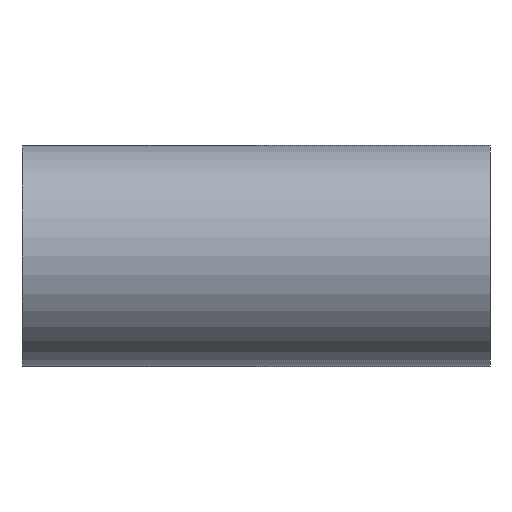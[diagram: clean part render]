
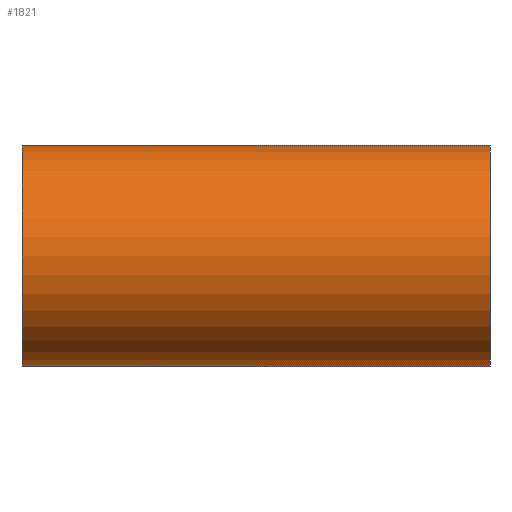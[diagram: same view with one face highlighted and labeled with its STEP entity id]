
A CAD part, left-side view. The second image highlights one B-rep face of the part: STEP entity #1821.
In plain terms, the highlighted cylindrical face has radius 42.5 mm (diameter 85 mm), a full revolution.
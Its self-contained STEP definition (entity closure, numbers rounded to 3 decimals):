
#1608=CARTESIAN_POINT('',(38.202,0.,-18.624));
#1609=VERTEX_POINT('',#1608);
#1694=CARTESIAN_POINT('',(38.202,0.,-18.624));
#1695=CARTESIAN_POINT('',(38.202,0.,-18.624));
#1696=CARTESIAN_POINT('',(38.202,0.,-18.624));
#1697=CARTESIAN_POINT('',(38.202,0.,-18.624));
#1698=CARTESIAN_POINT('',(38.202,0.368,-18.624));
#1699=CARTESIAN_POINT('',(38.217,1.471,-18.594));
#1700=CARTESIAN_POINT('',(38.294,2.939,-18.434));
#1701=CARTESIAN_POINT('',(38.458,4.735,-18.09));
#1702=CARTESIAN_POINT('',(38.687,6.5,-17.601));
#1703=CARTESIAN_POINT('',(39.017,8.363,-16.857));
#1704=CARTESIAN_POINT('',(39.285,9.605,-16.219));
#1705=CARTESIAN_POINT('',(39.43,10.223,-15.86));
#1706=CARTESIAN_POINT('',(39.613,10.987,-15.402));
#1707=CARTESIAN_POINT('',(40.082,12.783,-14.182));
#1708=CARTESIAN_POINT('',(40.709,14.762,-12.292));
#1709=CARTESIAN_POINT('',(41.204,16.172,-10.437));
#1710=CARTESIAN_POINT('',(41.577,17.189,-8.869));
#1711=CARTESIAN_POINT('',(41.928,18.098,-7.079));
#1712=CARTESIAN_POINT('',(42.238,18.869,-4.853));
#1713=CARTESIAN_POINT('',(42.404,19.271,-3.025));
#1714=CARTESIAN_POINT('',(42.485,19.464,-1.389));
#1715=CARTESIAN_POINT('',(42.508,19.519,0.015));
#1716=CARTESIAN_POINT('',(42.482,19.457,1.542));
#1717=CARTESIAN_POINT('',(42.406,19.275,2.938));
#1718=CARTESIAN_POINT('',(42.247,18.888,4.771));
#1719=CARTESIAN_POINT('',(42.023,18.337,6.454));
#1720=CARTESIAN_POINT('',(41.746,17.626,7.993));
#1721=CARTESIAN_POINT('',(41.578,17.184,8.813));
#1722=CARTESIAN_POINT('',(41.401,16.709,9.618));
#1723=CARTESIAN_POINT('',(40.988,15.577,11.328));
#1724=CARTESIAN_POINT('',(40.519,14.182,12.866));
#1725=CARTESIAN_POINT('',(40.097,12.758,14.09));
#1726=CARTESIAN_POINT('',(39.888,12.024,14.676));
#1727=CARTESIAN_POINT('',(39.514,10.621,15.667));
#1728=CARTESIAN_POINT('',(39.033,8.518,16.829));
#1729=CARTESIAN_POINT('',(38.573,5.811,17.851));
#1730=CARTESIAN_POINT('',(38.321,3.412,18.379));
#1731=CARTESIAN_POINT('',(38.219,1.465,18.589));
#1732=CARTESIAN_POINT('',(38.194,-0.012,18.641));
#1733=CARTESIAN_POINT('',(38.22,-1.482,18.588));
#1734=CARTESIAN_POINT('',(38.323,-3.437,18.374));
#1735=CARTESIAN_POINT('',(38.524,-5.342,17.954));
#1736=CARTESIAN_POINT('',(38.807,-7.187,17.331));
#1737=CARTESIAN_POINT('',(39.034,-8.415,16.815));
#1738=CARTESIAN_POINT('',(39.305,-9.709,16.171));
#1739=CARTESIAN_POINT('',(39.599,-10.939,15.443));
#1740=CARTESIAN_POINT('',(39.932,-12.19,14.558));
#1741=CARTESIAN_POINT('',(40.224,-13.194,13.731));
#1742=CARTESIAN_POINT('',(40.543,-14.225,12.764));
#1743=CARTESIAN_POINT('',(40.963,-15.499,11.376));
#1744=CARTESIAN_POINT('',(41.41,-16.744,9.639));
#1745=CARTESIAN_POINT('',(41.777,-17.709,7.854));
#1746=CARTESIAN_POINT('',(42.019,-18.325,6.419));
#1747=CARTESIAN_POINT('',(42.181,-18.725,5.241));
#1748=CARTESIAN_POINT('',(42.363,-19.173,3.579));
#1749=CARTESIAN_POINT('',(42.508,-19.519,1.411));
#1750=CARTESIAN_POINT('',(42.508,-19.518,-1.413));
#1751=CARTESIAN_POINT('',(42.353,-19.148,-3.735));
#1752=CARTESIAN_POINT('',(42.144,-18.636,-5.541));
#1753=CARTESIAN_POINT('',(41.886,-17.989,-7.292));
#1754=CARTESIAN_POINT('',(41.473,-16.921,-9.396));
#1755=CARTESIAN_POINT('',(40.931,-15.411,-11.495));
#1756=CARTESIAN_POINT('',(40.408,-13.814,-13.198));
#1757=CARTESIAN_POINT('',(39.928,-12.195,-14.582));
#1758=CARTESIAN_POINT('',(39.466,-10.423,-15.785));
#1759=CARTESIAN_POINT('',(39.047,-8.53,-16.79));
#1760=CARTESIAN_POINT('',(38.687,-6.505,-17.599));
#1761=CARTESIAN_POINT('',(38.413,-4.383,-18.188));
#1762=CARTESIAN_POINT('',(38.242,-2.212,-18.543));
#1763=CARTESIAN_POINT('',(38.202,-0.736,-18.624));
#1764=CARTESIAN_POINT('',(38.202,0.,-18.624));
#1765=B_SPLINE_CURVE_WITH_KNOTS('',3,(#1694,#1695,#1696,#1697,#1698,#1699,#1700,#1701,#1702,#1703,#1704,#1705,#1706,#1707,#1708,#1709,#1710,#1711,#1712,#1713,#1714,#1715,#1716,#1717,#1718,#1719,#1720,#1721,#1722,#1723,#1724,#1725,#1726,#1727,#1728,#1729,#1730,#1731,#1732,#1733,#1734,#1735,#1736,#1737,#1738,#1739,#1740,#1741,#1742,#1743,#1744,#1745,#1746,#1747,#1748,#1749,#1750,#1751,#1752,#1753,#1754,#1755,#1756,#1757,#1758,#1759,#1760,#1761,#1762,#1763,#1764),.UNSPECIFIED.,.T.,.U.,(4,3,1,1,1,1,1,1,1,1,1,1,1,1,1,1,1,1,1,1,1,1,1,1,1,1,1,1,1,1,1,1,1,1,1,1,1,1,1,1,1,1,1,1,1,1,1,1,1,1,1,1,1,1,1,1,1,1,1,1,1,1,1,1,1,1,4),(-10.687,-10.687,-10.591,-10.401,-10.305,-10.114,-9.923,-9.78,-9.745,-9.733,-9.542,-9.16,-9.001,-8.906,-8.651,-8.46,-8.27,-8.142,-8.015,-7.888,-7.729,-7.633,-7.379,-7.252,-7.172,-7.125,-6.997,-6.616,-6.568,-6.488,-6.361,-6.107,-5.852,-5.598,-5.471,-5.343,-5.216,-5.089,-4.834,-4.707,-4.58,-4.485,-4.326,-4.198,-4.071,-3.976,-3.817,-3.562,-3.393,-3.265,-3.138,-3.053,-2.799,-2.544,-2.29,-2.163,-2.036,-1.781,-1.527,-1.336,-1.145,-0.954,-0.763,-0.573,-0.382,-0.191,0.),.UNSPECIFIED.);
#1766=EDGE_CURVE('',#1609,#1609,#1765,.T.);
#1791=CARTESIAN_POINT('',(0.,0.,0.0));
#1792=DIRECTION('',(0.,-1.0,0.0));
#1793=DIRECTION('',(1.0,0.0,0.0));
#1794=AXIS2_PLACEMENT_3D('',#1791,#1792,#1793);
#1795=CYLINDRICAL_SURFACE('',#1794,42.5);
#1796=CARTESIAN_POINT('',(42.5,-90.0,0.0));
#1797=VERTEX_POINT('',#1796);
#1798=CARTESIAN_POINT('',(0.,-90.0,0.0));
#1799=DIRECTION('',(0.0,-1.0,0.0));
#1800=DIRECTION('',(1.0,0.0,0.0));
#1801=AXIS2_PLACEMENT_3D('',#1798,#1799,#1800);
#1802=CIRCLE('',#1801,42.5);
#1803=EDGE_CURVE('',#1797,#1797,#1802,.T.);
#1804=ORIENTED_EDGE('',*,*,#1803,.F.);
#1805=EDGE_LOOP('',(#1804));
#1806=FACE_OUTER_BOUND('',#1805,.T.);
#1807=CARTESIAN_POINT('',(42.5,90.0,0.0));
#1808=VERTEX_POINT('',#1807);
#1809=CARTESIAN_POINT('',(0.,90.,0.0));
#1810=DIRECTION('',(0.0,-1.0,0.0));
#1811=DIRECTION('',(1.0,0.0,0.0));
#1812=AXIS2_PLACEMENT_3D('',#1809,#1810,#1811);
#1813=CIRCLE('',#1812,42.5);
#1814=EDGE_CURVE('',#1808,#1808,#1813,.T.);
#1815=ORIENTED_EDGE('',*,*,#1814,.T.);
#1816=EDGE_LOOP('',(#1815));
#1817=FACE_BOUND('',#1816,.T.);
#1818=ORIENTED_EDGE('',*,*,#1766,.F.);
#1819=EDGE_LOOP('',(#1818));
#1820=FACE_BOUND('',#1819,.T.);
#1821=ADVANCED_FACE('',(#1806,#1817,#1820),#1795,.T.);
